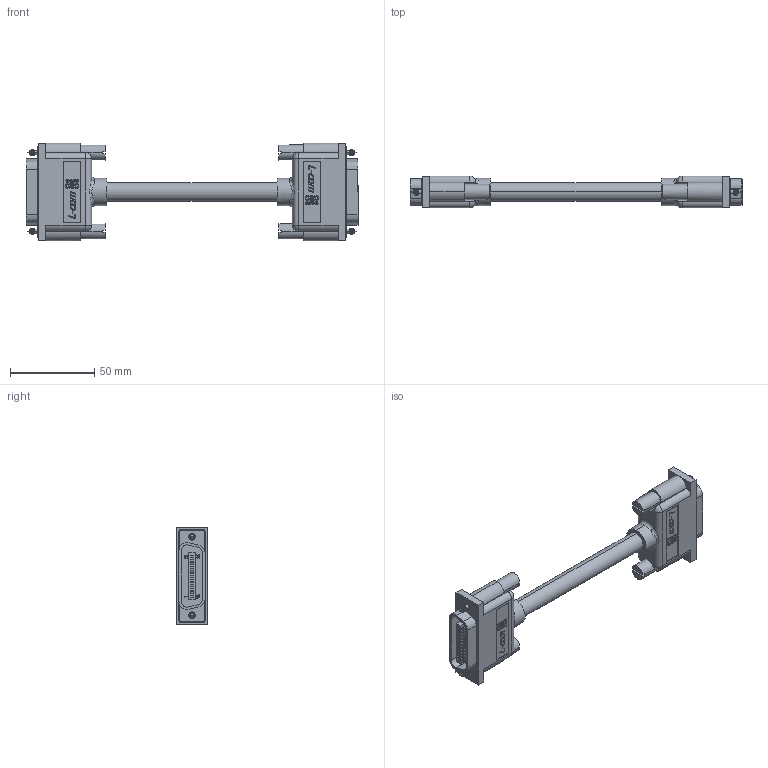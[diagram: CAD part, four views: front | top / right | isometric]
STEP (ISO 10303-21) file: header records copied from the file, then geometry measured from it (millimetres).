
FILE_DESCRIPTION (( 'STEP AP214' ), '1' );
FILE_NAME ('CBD24.STEP', '2020-08-19T17:10:37', ( '' ), ( '' ), 'SwSTEP 2.0', 'SolidWorks 2018', '' );
FILE_SCHEMA (( 'AUTOMOTIVE_DESIGN' ));
Length unit declared in the file: inch
Products named in the file (7): CBD24; 3AC01-024; 3AA07-017; 3AC03-026; 3AB05-005; 3AB05-010; 3AB05-008
Assembly tree (11 placements, depth 3):
  CBD24
    3AC03-026
    3AB05-010  x2
      3AB05-008
      3AA07-017
      3AB05-005
    3AC01-024  x4
Bounding box: 197.56 x 18.9 x 58.12 mm (x, y, z)
Volume: 83023.6 mm3; surface area: 37573.9 mm2
Topology: 13 solids, 13 shells, 2818 faces, 7160 edges, 4688 vertices
Faces by surface type: plane 1856, bspline 430, cylinder 350, cone 160, torus 14, sphere 8
Entity records: 49215 total; most frequent: CARTESIAN_POINT 13424, ORIENTED_EDGE 5916, DIRECTION 5281, EDGE_CURVE 2958, LINE 2275, VECTOR 2275, VERTEX_POINT 1938, AXIS2_PLACEMENT_3D 1503
